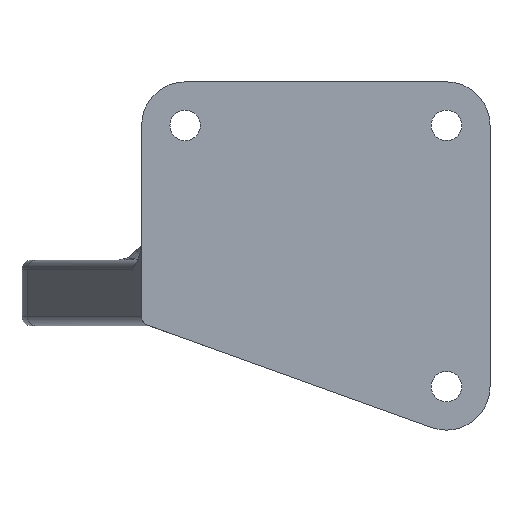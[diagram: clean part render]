
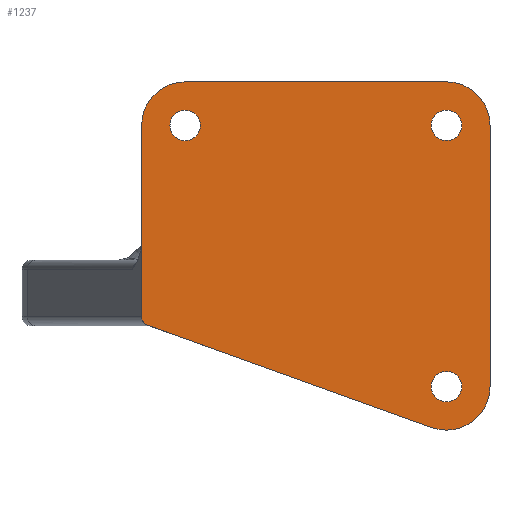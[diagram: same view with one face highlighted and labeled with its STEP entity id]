
A CAD part, front view. The second image highlights one B-rep face of the part: STEP entity #1237.
In plain terms, the highlighted planar face has unit normal (0, -1, 0).
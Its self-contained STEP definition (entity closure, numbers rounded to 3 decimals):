
#39=FACE_BOUND('',#277,.T.);
#40=FACE_BOUND('',#278,.T.);
#41=FACE_BOUND('',#279,.T.);
#97=ELLIPSE('',#1383,2.096,2.);
#117=PLANE('',#1388);
#180=FACE_OUTER_BOUND('',#276,.T.);
#276=EDGE_LOOP('',(#1070,#1071,#1072,#1073,#1074,#1075,#1076,#1077));
#277=EDGE_LOOP('',(#1078));
#278=EDGE_LOOP('',(#1079));
#279=EDGE_LOOP('',(#1080));
#361=LINE('',#2398,#430);
#371=LINE('',#2416,#440);
#374=LINE('',#2431,#443);
#376=LINE('',#2435,#445);
#430=VECTOR('',#1705,60.);
#440=VECTOR('',#1723,44.);
#443=VECTOR('',#1734,60.);
#445=VECTOR('',#1738,69.367);
#492=CIRCLE('',#1359,3.5);
#496=CIRCLE('',#1366,3.5);
#499=CIRCLE('',#1372,3.5);
#500=CIRCLE('',#1374,10.);
#502=CIRCLE('',#1379,10.);
#504=CIRCLE('',#1387,10.);
#601=VERTEX_POINT('',#2365);
#605=VERTEX_POINT('',#2376);
#608=VERTEX_POINT('',#2385);
#609=VERTEX_POINT('',#2388);
#610=VERTEX_POINT('',#2389);
#613=VERTEX_POINT('',#2397);
#615=VERTEX_POINT('',#2407);
#616=VERTEX_POINT('',#2408);
#617=VERTEX_POINT('',#2414);
#619=VERTEX_POINT('',#2427);
#620=VERTEX_POINT('',#2433);
#753=EDGE_CURVE('',#601,#601,#492,.T.);
#757=EDGE_CURVE('',#605,#605,#496,.T.);
#760=EDGE_CURVE('',#608,#608,#499,.T.);
#761=EDGE_CURVE('',#609,#610,#500,.T.);
#765=EDGE_CURVE('',#609,#613,#361,.T.);
#771=EDGE_CURVE('',#615,#616,#502,.T.);
#776=EDGE_CURVE('',#617,#616,#371,.T.);
#780=EDGE_CURVE('',#619,#617,#97,.T.);
#781=EDGE_CURVE('',#615,#610,#374,.T.);
#783=EDGE_CURVE('',#620,#619,#376,.T.);
#784=EDGE_CURVE('',#613,#620,#504,.T.);
#1070=ORIENTED_EDGE('',*,*,#761,.T.);
#1071=ORIENTED_EDGE('',*,*,#781,.F.);
#1072=ORIENTED_EDGE('',*,*,#771,.T.);
#1073=ORIENTED_EDGE('',*,*,#776,.F.);
#1074=ORIENTED_EDGE('',*,*,#780,.F.);
#1075=ORIENTED_EDGE('',*,*,#783,.F.);
#1076=ORIENTED_EDGE('',*,*,#784,.F.);
#1077=ORIENTED_EDGE('',*,*,#765,.F.);
#1078=ORIENTED_EDGE('',*,*,#753,.F.);
#1079=ORIENTED_EDGE('',*,*,#757,.F.);
#1080=ORIENTED_EDGE('',*,*,#760,.F.);
#1237=ADVANCED_FACE('',(#180,#39,#40,#41),#117,.T.);
#1359=AXIS2_PLACEMENT_3D('',#2366,#1667,#1668);
#1366=AXIS2_PLACEMENT_3D('',#2377,#1681,#1682);
#1372=AXIS2_PLACEMENT_3D('',#2386,#1693,#1694);
#1374=AXIS2_PLACEMENT_3D('',#2390,#1697,#1698);
#1379=AXIS2_PLACEMENT_3D('',#2409,#1715,#1716);
#1383=AXIS2_PLACEMENT_3D('',#2429,#1730,#1731);
#1387=AXIS2_PLACEMENT_3D('',#2437,#1741,#1742);
#1388=AXIS2_PLACEMENT_3D('',#2438,#1743,#1744);
#1667=DIRECTION('center_axis',(0.,-1.,0.));
#1668=DIRECTION('ref_axis',(1.,0.,0.));
#1681=DIRECTION('center_axis',(0.,-1.,0.));
#1682=DIRECTION('ref_axis',(1.,0.,0.));
#1693=DIRECTION('center_axis',(0.,-1.,0.));
#1694=DIRECTION('ref_axis',(1.,0.,0.));
#1697=DIRECTION('center_axis',(0.,-1.,0.));
#1698=DIRECTION('ref_axis',(0.707,0.,0.707));
#1705=DIRECTION('',(0.,0.,-1.));
#1715=DIRECTION('center_axis',(0.,-1.,0.));
#1716=DIRECTION('ref_axis',(-0.707,0.,0.707));
#1723=DIRECTION('',(0.,0.,1.));
#1730=DIRECTION('center_axis',(0.,1.,0.));
#1731=DIRECTION('ref_axis',(-1.,0.,0.));
#1734=DIRECTION('',(1.,0.,0.));
#1738=DIRECTION('',(-0.941,0.,0.339));
#1741=DIRECTION('center_axis',(0.,1.,0.));
#1742=DIRECTION('ref_axis',(1.,0.,0.));
#1743=DIRECTION('center_axis',(0.,-1.,0.));
#1744=DIRECTION('ref_axis',(0.,0.,-1.));
#2365=CARTESIAN_POINT('',(66.5,-105.,31.));
#2366=CARTESIAN_POINT('Origin',(70.,-105.,31.));
#2376=CARTESIAN_POINT('',(66.5,-105.,-29.));
#2377=CARTESIAN_POINT('Origin',(70.,-105.,-29.));
#2385=CARTESIAN_POINT('',(6.5,-105.,31.));
#2386=CARTESIAN_POINT('Origin',(10.,-105.,31.));
#2388=CARTESIAN_POINT('',(80.,-105.,31.));
#2389=CARTESIAN_POINT('',(70.,-105.,41.));
#2390=CARTESIAN_POINT('Origin',(70.,-105.,31.));
#2397=CARTESIAN_POINT('',(80.,-105.,-29.));
#2398=CARTESIAN_POINT('',(80.,-105.,41.));
#2407=CARTESIAN_POINT('',(10.,-105.,41.));
#2408=CARTESIAN_POINT('',(0.,-105.,31.));
#2409=CARTESIAN_POINT('Origin',(10.,-105.,31.));
#2414=CARTESIAN_POINT('',(0.,-105.,-13.));
#2416=CARTESIAN_POINT('',(0.,-105.,-13.));
#2427=CARTESIAN_POINT('',(1.355,-105.,-14.871));
#2429=CARTESIAN_POINT('Origin',(2.096,-105.,-13.));
#2431=CARTESIAN_POINT('',(0.,-105.,41.));
#2433=CARTESIAN_POINT('',(66.607,-105.,-38.407));
#2435=CARTESIAN_POINT('',(66.607,-105.,-38.407));
#2437=CARTESIAN_POINT('Origin',(70.,-105.,-29.));
#2438=CARTESIAN_POINT('Origin',(44.453,-105.,-21.742));
